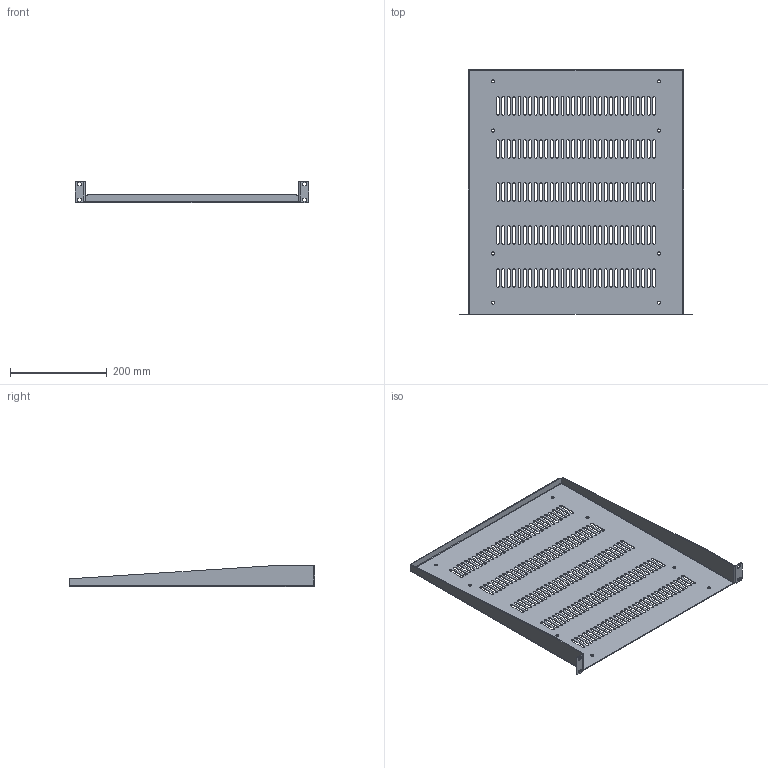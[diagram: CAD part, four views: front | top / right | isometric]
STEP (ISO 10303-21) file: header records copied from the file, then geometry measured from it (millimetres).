
FILE_DESCRIPTION (( 'STEP AP203' ), '1' );
FILE_NAME ('RASV190120BK1.step', '2020-11-12T15:55:19', ( 'ADC123' ), ( 'Microsoft' ), 'SwSTEP 2.0', 'SolidWorks 2019', '' );
FILE_SCHEMA (( 'CONFIG_CONTROL_DESIGN' ));
Length unit declared in the file: inch
Products named in the file (1): RASV190120BK1
Bounding box: 482.75 x 508 x 43.64 mm (x, y, z)
Volume: 418266 mm3; surface area: 484569.4 mm2
Topology: 1 solids, 1 shells, 688 faces, 2034 edges, 1348 vertices
Faces by surface type: plane 348, cylinder 336, bspline 4
Full cylindrical faces by diameter (mm): 6.35 x8
Entity records: 24041 total; most frequent: CARTESIAN_POINT 4367, ORIENTED_EDGE 4052, DIRECTION 4040, EDGE_CURVE 2026, AXIS2_PLACEMENT_3D 1349, VERTEX_POINT 1348, VECTOR 1342, LINE 1342
